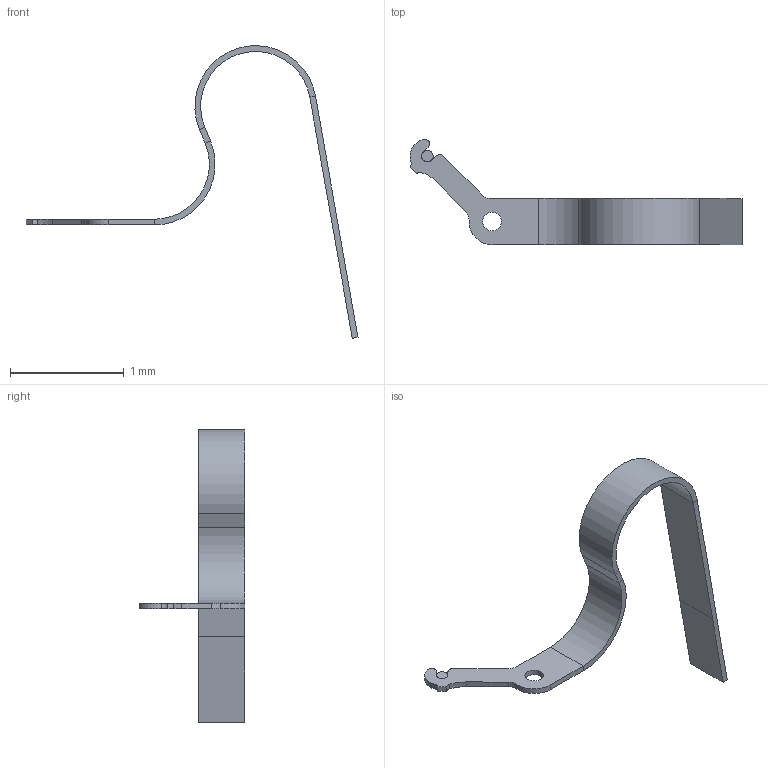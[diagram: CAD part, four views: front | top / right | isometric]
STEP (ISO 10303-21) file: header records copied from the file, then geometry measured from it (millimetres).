
FILE_DESCRIPTION (( 'STEP AP214' ), '1' );
FILE_NAME ('30-29-277 Tip Arm Link 20190912.STEP', '2019-09-12T15:17:15', ( '' ), ( '' ), 'SwSTEP 2.0', 'SolidWorks 2017', '' );
FILE_SCHEMA (( 'AUTOMOTIVE_DESIGN' ));
Length unit declared in the file: inch
Products named in the file (1): 30-29-277 Tip Arm Link 20190912
Bounding box: 2.92 x 0.93 x 2.57 mm (x, y, z)
Volume: 0.1 mm3; surface area: 5.5 mm2
Topology: 2 solids, 2 shells, 42 faces, 98 edges, 60 vertices
Faces by surface type: plane 24, cylinder 18
Full cylindrical faces by diameter (mm): 0.102 x1, 0.165 x1
Entity records: 1235 total; most frequent: DIRECTION 218, CARTESIAN_POINT 199, ORIENTED_EDGE 192, EDGE_CURVE 96, AXIS2_PLACEMENT_3D 79, VERTEX_POINT 60, VECTOR 60, LINE 60
